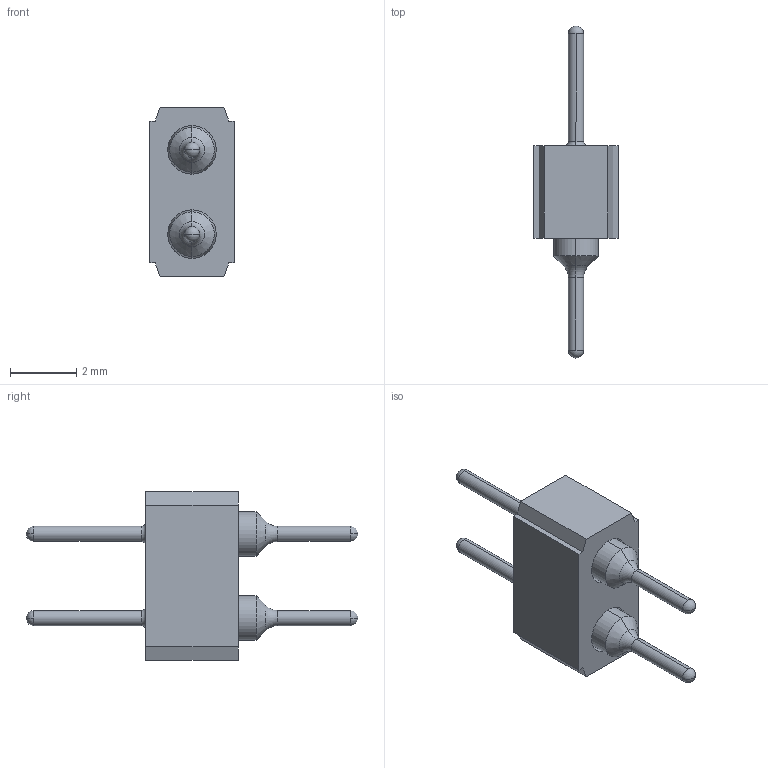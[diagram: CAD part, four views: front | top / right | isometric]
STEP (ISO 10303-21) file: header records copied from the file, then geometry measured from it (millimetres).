
FILE_DESCRIPTION (( 'STEP AP214' ), '1' );
FILE_NAME ('mill-max-$PARTNUMBER.STEP', '2015-07-01T12:41:38', ( 'Windows User' ), ( '' ), 'SwSTEP 2.0', 'SolidWorks 2015', '' );
FILE_SCHEMA (( 'AUTOMOTIVE_DESIGN' ));
Length unit declared in the file: inch
Products named in the file (3): mill-max-$PARTNUMBER_mill-max-450-10-202-00-006000_3404(3404-0-00-15-00-00-03-0); mill-max-$PARTNUMBER_mill-max-450-10-202-00-006000_P4XX-21-010-00-000000(P402-21-010-00-000000); mill-max-$PARTNUMBER
Assembly tree (3 placements, depth 2):
  mill-max-$PARTNUMBER
    mill-max-$PARTNUMBER_mill-max-450-10-202-00-006000_P4XX-21-010-00-000000(P402-21-010-00-000000)
    mill-max-$PARTNUMBER_mill-max-450-10-202-00-006000_3404(3404-0-00-15-00-00-03-0)  x2
Bounding box: 2.54 x 10.01 x 5.08 mm (x, y, z)
Volume: 38 mm3; surface area: 147.7 mm2
Topology: 3 solids, 3 shells, 74 faces, 172 edges, 104 vertices
Faces by surface type: cylinder 28, plane 22, cone 8, torus 8, sphere 8
Entity records: 1536 total; most frequent: DIRECTION 276, CARTESIAN_POINT 239, ORIENTED_EDGE 224, EDGE_CURVE 112, AXIS2_PLACEMENT_3D 109, VERTEX_POINT 72, VECTOR 58, LINE 58
